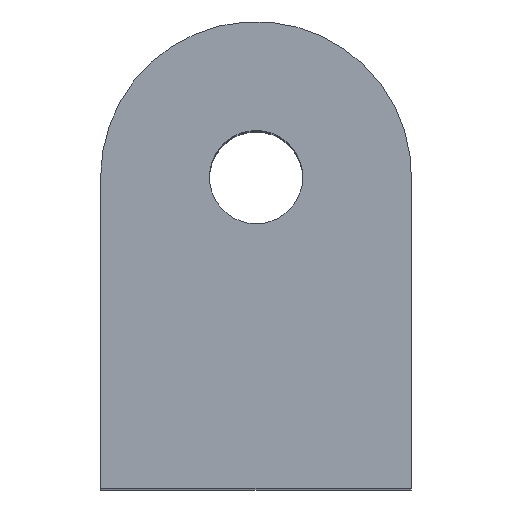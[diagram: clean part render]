
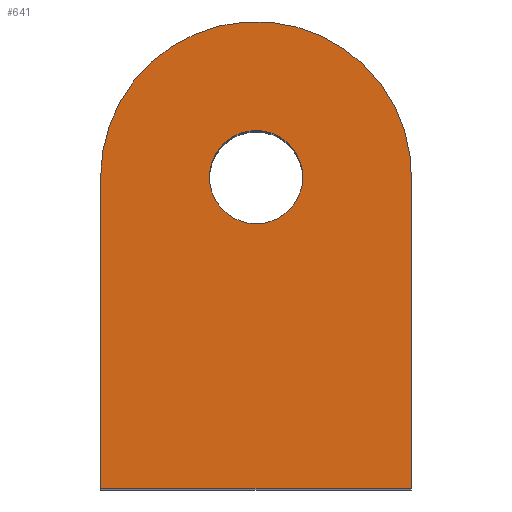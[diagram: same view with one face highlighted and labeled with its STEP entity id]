
A CAD part, top view. The second image highlights one B-rep face of the part: STEP entity #641.
In plain terms, the highlighted planar face has unit normal (0, 0, 1).
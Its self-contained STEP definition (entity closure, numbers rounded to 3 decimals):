
#16=FACE_BOUND('',#102,.T.);
#36=PLANE('',#714);
#68=FACE_OUTER_BOUND('',#101,.T.);
#101=EDGE_LOOP('',(#575,#576,#577,#578,#579));
#102=EDGE_LOOP('',(#580));
#118=LINE('',#923,#188);
#137=LINE('',#966,#207);
#176=LINE('',#1075,#246);
#177=LINE('',#1076,#247);
#188=VECTOR('',#738,10.);
#207=VECTOR('',#765,10.);
#246=VECTOR('',#886,10.);
#247=VECTOR('',#887,10.);
#258=CIRCLE('',#687,5.);
#266=CIRCLE('',#706,1.5);
#280=VERTEX_POINT('',#920);
#281=VERTEX_POINT('',#922);
#300=VERTEX_POINT('',#963);
#301=VERTEX_POINT('',#965);
#315=VERTEX_POINT('',#1010);
#327=VERTEX_POINT('',#1057);
#342=EDGE_CURVE('',#280,#281,#118,.T.);
#363=EDGE_CURVE('',#301,#300,#137,.T.);
#387=EDGE_CURVE('',#280,#315,#258,.T.);
#411=EDGE_CURVE('',#327,#327,#266,.T.);
#419=EDGE_CURVE('',#301,#315,#176,.T.);
#420=EDGE_CURVE('',#281,#300,#177,.T.);
#575=ORIENTED_EDGE('',*,*,#419,.F.);
#576=ORIENTED_EDGE('',*,*,#363,.T.);
#577=ORIENTED_EDGE('',*,*,#420,.F.);
#578=ORIENTED_EDGE('',*,*,#342,.F.);
#579=ORIENTED_EDGE('',*,*,#387,.T.);
#580=ORIENTED_EDGE('',*,*,#411,.T.);
#641=ADVANCED_FACE('',(#68,#16),#36,.F.);
#687=AXIS2_PLACEMENT_3D('',#1012,#810,#811);
#706=AXIS2_PLACEMENT_3D('',#1059,#864,#865);
#714=AXIS2_PLACEMENT_3D('',#1074,#884,#885);
#738=DIRECTION('',(0.,-1.,0.));
#765=DIRECTION('',(0.,-1.,0.));
#810=DIRECTION('center_axis',(0.,0.,
1.));
#811=DIRECTION('ref_axis',(-1.,0.,0.));
#864=DIRECTION('center_axis',(0.,0.,
-1.));
#865=DIRECTION('ref_axis',(1.,0.,0.));
#884=DIRECTION('center_axis',(0.,0.,
-1.));
#885=DIRECTION('ref_axis',(0.,1.,0.));
#886=DIRECTION('',(1.,0.,0.));
#887=DIRECTION('',(-1.,0.,0.));
#920=CARTESIAN_POINT('',(4.495,34.758,333.328));
#922=CARTESIAN_POINT('',(4.495,24.912,333.328));
#923=CARTESIAN_POINT('',(4.495,27.412,333.328));
#963=CARTESIAN_POINT('',(-5.505,24.912,333.328));
#965=CARTESIAN_POINT('',(-5.505,34.912,333.328));
#966=CARTESIAN_POINT('',(-5.505,32.412,333.328));
#1010=CARTESIAN_POINT('',(-5.502,34.912,333.328));
#1012=CARTESIAN_POINT('Origin',(-0.502,34.92,333.328));
#1057=CARTESIAN_POINT('',(-2.002,34.92,333.328));
#1059=CARTESIAN_POINT('Origin',(-0.502,34.92,333.328));
#1074=CARTESIAN_POINT('Origin',(-0.505,27.412,333.328));
#1075=CARTESIAN_POINT('',(-0.505,34.912,333.328));
#1076=CARTESIAN_POINT('',(-0.505,24.912,333.328));
